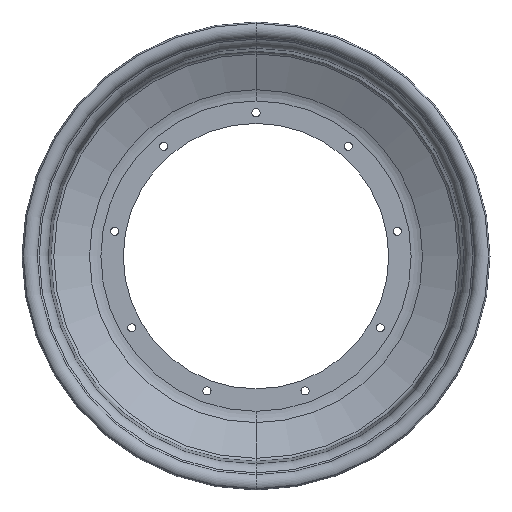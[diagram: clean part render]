
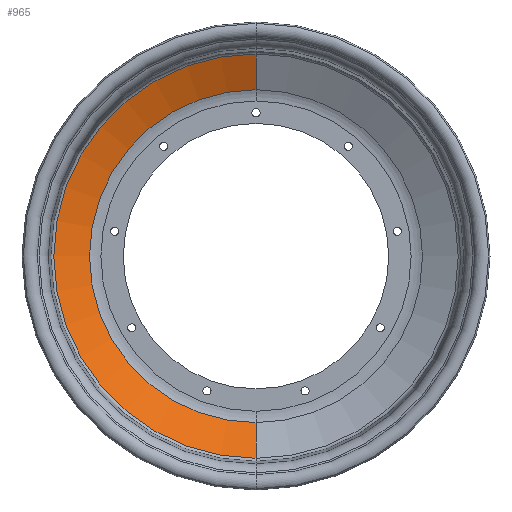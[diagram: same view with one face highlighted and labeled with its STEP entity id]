
A CAD part, top view. The second image highlights one B-rep face of the part: STEP entity #965.
In plain terms, the highlighted conical face has half-angle 65 degrees and reference radius 98.784 mm.
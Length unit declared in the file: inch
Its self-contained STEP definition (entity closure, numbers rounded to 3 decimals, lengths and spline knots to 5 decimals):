
#23 = CARTESIAN_POINT ( 'NONE',  ( 0., 4.723, 0.57239 ) ) ;
#70 = DIRECTION ( 'NONE',  ( 0., 1., 0. ) ) ;
#105 = DIRECTION ( 'NONE',  ( 0., 0., -1. ) ) ;
#138 = ORIENTED_EDGE ( 'NONE', *, *, #891, .T. ) ;
#223 = VERTEX_POINT ( 'NONE', #461 ) ;
#351 = CIRCLE ( 'NONE', #1469, 3.88914 ) ;
#364 = ORIENTED_EDGE ( 'NONE', *, *, #653, .T. ) ;
#388 = CARTESIAN_POINT ( 'NONE',  ( 0., -3.88914, 0.18356 ) ) ;
#428 = EDGE_CURVE ( 'NONE', #457, #223, #906, .T. ) ;
#452 = ORIENTED_EDGE ( 'NONE', *, *, #708, .F. ) ;
#457 = VERTEX_POINT ( 'NONE', #388 ) ;
#461 = CARTESIAN_POINT ( 'NONE',  ( 0., -4.723, 0.57239 ) ) ;
#481 = DIRECTION ( 'NONE',  ( 0., 1., 0. ) ) ;
#531 = AXIS2_PLACEMENT_3D ( 'NONE', #616, #622, #70 ) ;
#616 = CARTESIAN_POINT ( 'NONE',  ( 0., 0., 0.57239 ) ) ;
#622 = DIRECTION ( 'NONE',  ( 0., 0., -1. ) ) ;
#653 = EDGE_CURVE ( 'NONE', #928, #857, #702, .T. ) ;
#702 = LINE ( 'NONE', #1134, #898 ) ;
#708 = EDGE_CURVE ( 'NONE', #223, #857, #1322, .T. ) ;
#769 = DIRECTION ( 'NONE',  ( 0., -0.906, 0.423 ) ) ;
#802 = DIRECTION ( 'NONE',  ( 0., 0., 1. ) ) ;
#848 = DIRECTION ( 'NONE',  ( 0., 0.906, 0.423 ) ) ;
#857 = VERTEX_POINT ( 'NONE', #23 ) ;
#891 = EDGE_CURVE ( 'NONE', #457, #928, #351, .T. ) ;
#898 = VECTOR ( 'NONE', #848, 39.37008 ) ;
#906 = LINE ( 'NONE', #1162, #927 ) ;
#918 = ORIENTED_EDGE ( 'NONE', *, *, #428, .F. ) ;
#927 = VECTOR ( 'NONE', #769, 39.37008 ) ;
#928 = VERTEX_POINT ( 'NONE', #1241 ) ;
#937 = CARTESIAN_POINT ( 'NONE',  ( 0., 0., 0.18356 ) ) ;
#965 = ADVANCED_FACE ( 'NONE', ( #1370 ), #1315, .F. ) ;
#1084 = DIRECTION ( 'NONE',  ( 0., -1., 0. ) ) ;
#1134 = CARTESIAN_POINT ( 'NONE',  ( 0., 3.88914, 0.18356 ) ) ;
#1162 = CARTESIAN_POINT ( 'NONE',  ( 0., -3.88914, 0.18356 ) ) ;
#1241 = CARTESIAN_POINT ( 'NONE',  ( 0., 3.88914, 0.18356 ) ) ;
#1312 = EDGE_LOOP ( 'NONE', ( #138, #364, #452, #918 ) ) ;
#1315 = CONICAL_SURFACE ( 'NONE', #1560, 3.88914, 1.134 ) ;
#1322 = CIRCLE ( 'NONE', #531, 4.723 ) ;
#1354 = CARTESIAN_POINT ( 'NONE',  ( 0., 0., 0.18356 ) ) ;
#1370 = FACE_OUTER_BOUND ( 'NONE', #1312, .T. ) ;
#1469 = AXIS2_PLACEMENT_3D ( 'NONE', #1354, #105, #481 ) ;
#1560 = AXIS2_PLACEMENT_3D ( 'NONE', #937, #802, #1084 ) ;
